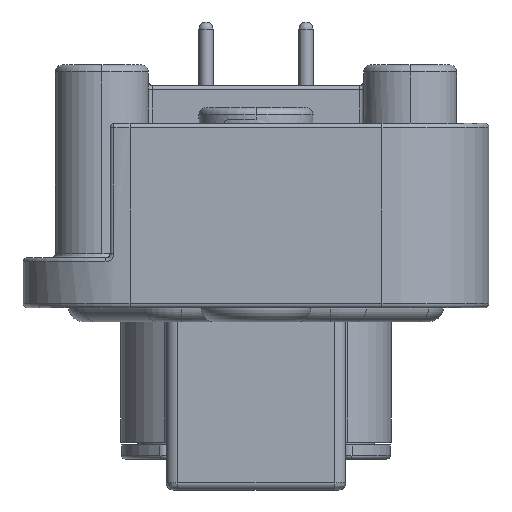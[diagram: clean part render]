
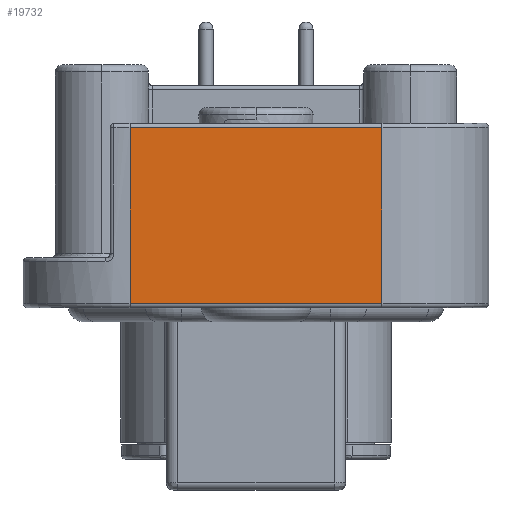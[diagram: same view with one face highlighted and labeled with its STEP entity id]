
A CAD part, front view. The second image highlights one B-rep face of the part: STEP entity #19732.
In plain terms, the highlighted planar face has unit normal (0, -1, 0).
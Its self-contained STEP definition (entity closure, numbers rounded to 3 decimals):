
#7068=DIRECTION('',(1.,0.,0.));
#7069=VECTOR('',#7068,17.9);
#7070=CARTESIAN_POINT('',(-8.95,-21.68,22.35));
#7071=LINE('',#7070,#7069);
#7072=DIRECTION('',(0.,0.,-1.));
#7073=VECTOR('',#7072,12.5);
#7074=CARTESIAN_POINT('',(8.95,-21.68,22.35));
#7075=LINE('',#7074,#7073);
#7076=DIRECTION('',(-1.,0.,0.));
#7077=VECTOR('',#7076,17.9);
#7078=CARTESIAN_POINT('',(8.95,-21.68,9.85));
#7079=LINE('',#7078,#7077);
#7080=DIRECTION('',(0.,0.,1.));
#7081=VECTOR('',#7080,12.5);
#7082=CARTESIAN_POINT('',(-8.95,-21.68,9.85));
#7083=LINE('',#7082,#7081);
#8562=CARTESIAN_POINT('',(-8.95,-21.68,9.85));
#8564=VERTEX_POINT('',#8562);
#8588=CARTESIAN_POINT('',(8.95,-21.68,9.85));
#8589=VERTEX_POINT('',#8588);
#8650=CARTESIAN_POINT('',(8.95,-21.68,22.35));
#8651=VERTEX_POINT('',#8650);
#8654=CARTESIAN_POINT('',(-8.95,-21.68,22.35));
#8655=VERTEX_POINT('',#8654);
#19719=CARTESIAN_POINT('',(-16.55,-21.68,22.65));
#19720=DIRECTION('',(0.,-1.,0.));
#19721=DIRECTION('',(0.,0.,-1.));
#19722=AXIS2_PLACEMENT_3D('',#19719,#19720,#19721);
#19723=PLANE('',#19722);
#19725=ORIENTED_EDGE('',*,*,#19724,.T.);
#19727=ORIENTED_EDGE('',*,*,#19726,.T.);
#19728=ORIENTED_EDGE('',*,*,#19713,.T.);
#19729=ORIENTED_EDGE('',*,*,#10955,.T.);
#19730=EDGE_LOOP('',(#19725,#19727,#19728,#19729));
#19731=FACE_OUTER_BOUND('',#19730,.F.);
#19732=ADVANCED_FACE('',(#19731),#19723,.T.);
#10955=EDGE_CURVE('',#8564,#8655,#7083,.T.);
#19713=EDGE_CURVE('',#8589,#8564,#7079,.T.);
#19724=EDGE_CURVE('',#8655,#8651,#7071,.T.);
#19726=EDGE_CURVE('',#8651,#8589,#7075,.T.);
